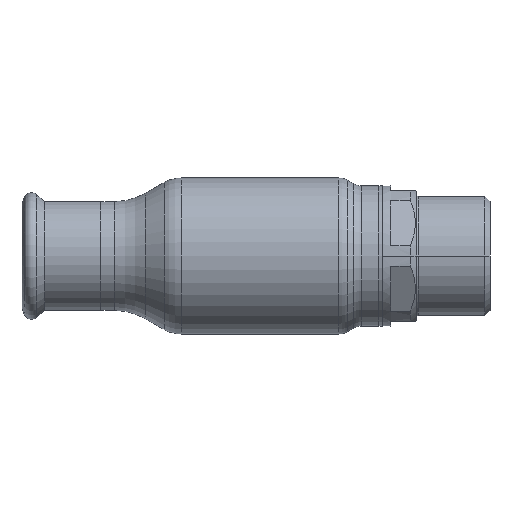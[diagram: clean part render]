
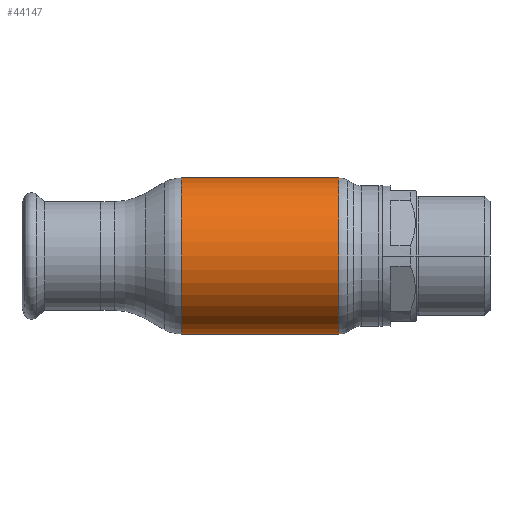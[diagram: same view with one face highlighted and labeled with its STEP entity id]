
A CAD part, front view. The second image highlights one B-rep face of the part: STEP entity #44147.
In plain terms, the highlighted cylindrical face has radius 27.5 mm (diameter 55 mm), a partial arc.
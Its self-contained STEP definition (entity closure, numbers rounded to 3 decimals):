
#1157 = CARTESIAN_POINT ( 'NONE',  ( 27.785, 0., 0. ) ) ;
#2309 = CIRCLE ( 'NONE', #55054, 27.5 ) ;
#3278 = CARTESIAN_POINT ( 'NONE',  ( -62.69, 0., -27.5 ) ) ;
#3733 = VECTOR ( 'NONE', #17649, 1000. ) ;
#5812 = EDGE_CURVE ( 'NONE', #37488, #53235, #21984, .T. ) ;
#6926 = AXIS2_PLACEMENT_3D ( 'NONE', #1157, #19432, #36564 ) ;
#7951 = EDGE_CURVE ( 'NONE', #22441, #35537, #2309, .T. ) ;
#8938 = DIRECTION ( 'NONE',  ( 0., 0., 1. ) ) ;
#12766 = ORIENTED_EDGE ( 'NONE', *, *, #15495, .T. ) ;
#15495 = EDGE_CURVE ( 'NONE', #53235, #35537, #35072, .T. ) ;
#16902 = EDGE_LOOP ( 'NONE', ( #33011, #39190, #12766, #38473 ) ) ;
#17649 = DIRECTION ( 'NONE',  ( -1., 0., 0. ) ) ;
#18978 = CARTESIAN_POINT ( 'NONE',  ( 27.785, 0., 27.5 ) ) ;
#19270 = CARTESIAN_POINT ( 'NONE',  ( -62.69, 0., 0. ) ) ;
#19432 = DIRECTION ( 'NONE',  ( -1., 0., 0. ) ) ;
#21361 = AXIS2_PLACEMENT_3D ( 'NONE', #19270, #45802, #40520 ) ;
#21984 = CIRCLE ( 'NONE', #6926, 27.5 ) ;
#22441 = VERTEX_POINT ( 'NONE', #30116 ) ;
#26147 = CARTESIAN_POINT ( 'NONE',  ( -27.785, 0., 27.5 ) ) ;
#26605 = LINE ( 'NONE', #3278, #29426 ) ;
#26738 = CARTESIAN_POINT ( 'NONE',  ( 27.785, 0., -27.5 ) ) ;
#29426 = VECTOR ( 'NONE', #51375, 1000. ) ;
#30116 = CARTESIAN_POINT ( 'NONE',  ( -27.785, 0., -27.5 ) ) ;
#33011 = ORIENTED_EDGE ( 'NONE', *, *, #37638, .F. ) ;
#35072 = LINE ( 'NONE', #39792, #3733 ) ;
#35537 = VERTEX_POINT ( 'NONE', #26147 ) ;
#36564 = DIRECTION ( 'NONE',  ( 0., 0., 1. ) ) ;
#37488 = VERTEX_POINT ( 'NONE', #26738 ) ;
#37638 = EDGE_CURVE ( 'NONE', #37488, #22441, #26605, .T. ) ;
#38473 = ORIENTED_EDGE ( 'NONE', *, *, #7951, .F. ) ;
#39190 = ORIENTED_EDGE ( 'NONE', *, *, #5812, .T. ) ;
#39792 = CARTESIAN_POINT ( 'NONE',  ( -62.69, 0., 27.5 ) ) ;
#40520 = DIRECTION ( 'NONE',  ( 0., 0., 1. ) ) ;
#44147 = ADVANCED_FACE ( 'NONE', ( #54063 ), #55218, .T. ) ;
#45802 = DIRECTION ( 'NONE',  ( -1., 0., 0. ) ) ;
#49290 = DIRECTION ( 'NONE',  ( -1., 0., 0. ) ) ;
#51375 = DIRECTION ( 'NONE',  ( -1., 0., 0. ) ) ;
#53235 = VERTEX_POINT ( 'NONE', #18978 ) ;
#54017 = CARTESIAN_POINT ( 'NONE',  ( -27.785, 0., 0. ) ) ;
#54063 = FACE_OUTER_BOUND ( 'NONE', #16902, .T. ) ;
#55054 = AXIS2_PLACEMENT_3D ( 'NONE', #54017, #49290, #8938 ) ;
#55218 = CYLINDRICAL_SURFACE ( 'NONE', #21361, 27.5 ) ;
